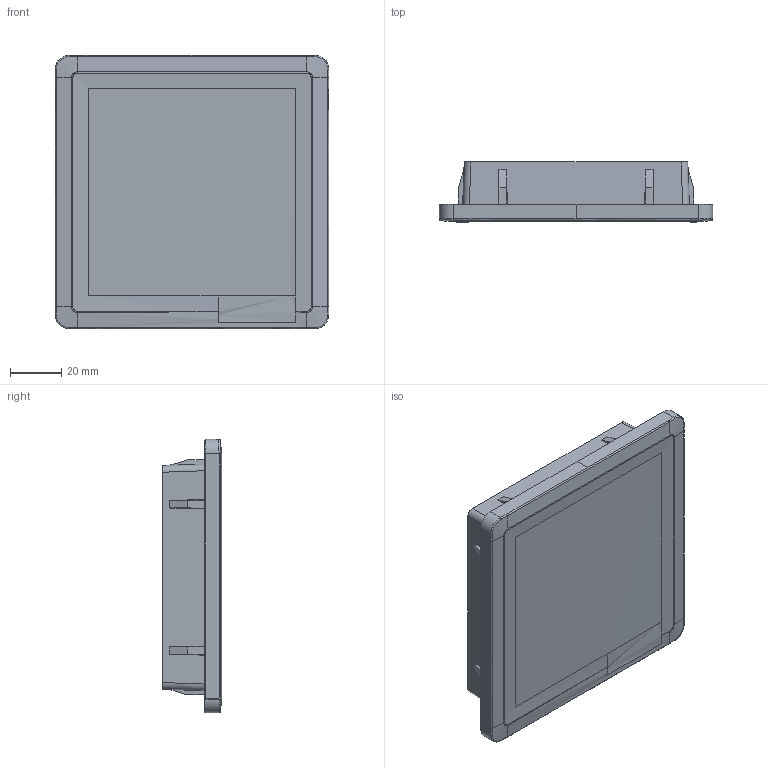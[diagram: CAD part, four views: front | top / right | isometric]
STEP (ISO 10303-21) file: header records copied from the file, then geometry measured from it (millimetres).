
FILE_DESCRIPTION (( 'STEP AP214' ), '1' );
FILE_NAME ('FF08y (p.c.)_REV4.STEP', '2022-03-04T13:44:17', ( '' ), ( '' ), 'SwSTEP 2.0', 'SolidWorks 2021', '' );
FILE_SCHEMA (( 'AUTOMOTIVE_DESIGN' ));
Length unit declared in the file: inch
Products named in the file (1): FF08y (p.c.)_REV4
Bounding box: 106.5 x 23.22 x 106.41 mm (x, y, z)
Volume: 197902.4 mm3; surface area: 31611 mm2
Topology: 1 solids, 1 shells, 146 faces, 396 edges, 254 vertices
Faces by surface type: plane 65, bspline 51, cylinder 21, cone 8, torus 1
Entity records: 7312 total; most frequent: CARTESIAN_POINT 4120, ORIENTED_EDGE 792, DIRECTION 445, EDGE_CURVE 396, VERTEX_POINT 254, LINE 209, VECTOR 209, EDGE_LOOP 148
